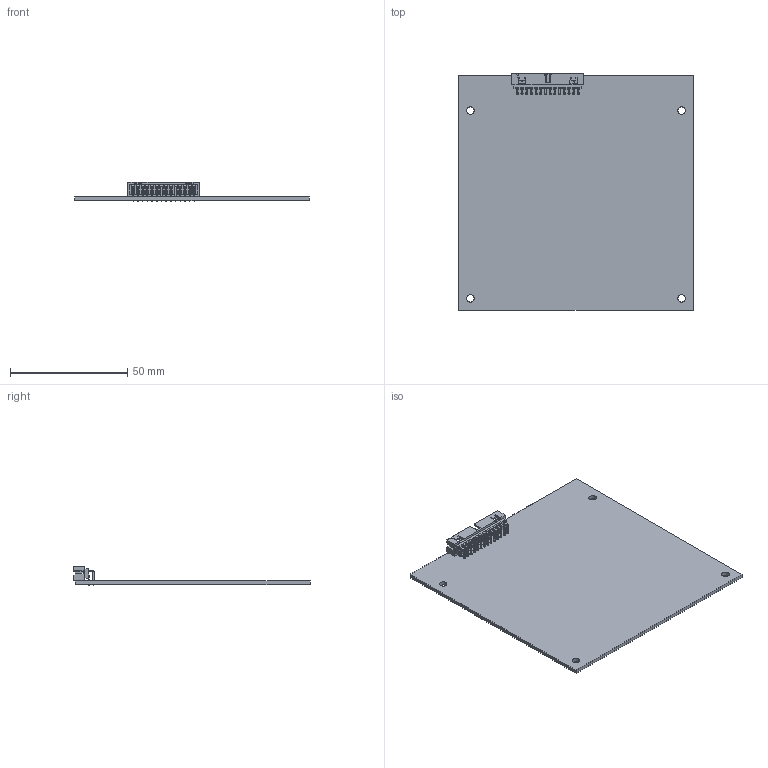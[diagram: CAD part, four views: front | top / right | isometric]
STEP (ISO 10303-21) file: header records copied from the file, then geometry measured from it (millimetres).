
FILE_DESCRIPTION(('Open CASCADE Model'),'2;1');
FILE_NAME('Open CASCADE Shape Model','2020-08-17T20:39:48',('Author'),( 'Open CASCADE'),'Open CASCADE STEP processor 6.8','Open CASCADE 6.8' ,'Unknown');
FILE_SCHEMA(('AUTOMOTIVE_DESIGN { 1 0 10303 214 1 1 1 1 }'));
Length unit declared in the file: millimetre
Products named in the file (1): PCB
Bounding box: 100 x 100.65 x 8.46 mm (x, y, z)
Volume: 16668.4 mm3; surface area: 22372.7 mm2
Topology: 2 solids, 2 shells, 865 faces, 2290 edges, 1524 vertices
Faces by surface type: plane 775, cylinder 90
Full cylindrical faces by diameter (mm): 0.9 x28, 3.2 x4
Entity records: 26491 total; most frequent: CARTESIAN_POINT 4690, ORIENTED_EDGE 4468, DIRECTION 4256, EDGE_CURVE 2234, LINE 2052, VECTOR 2052, VERTEX_POINT 1412, AXIS2_PLACEMENT_3D 1102
